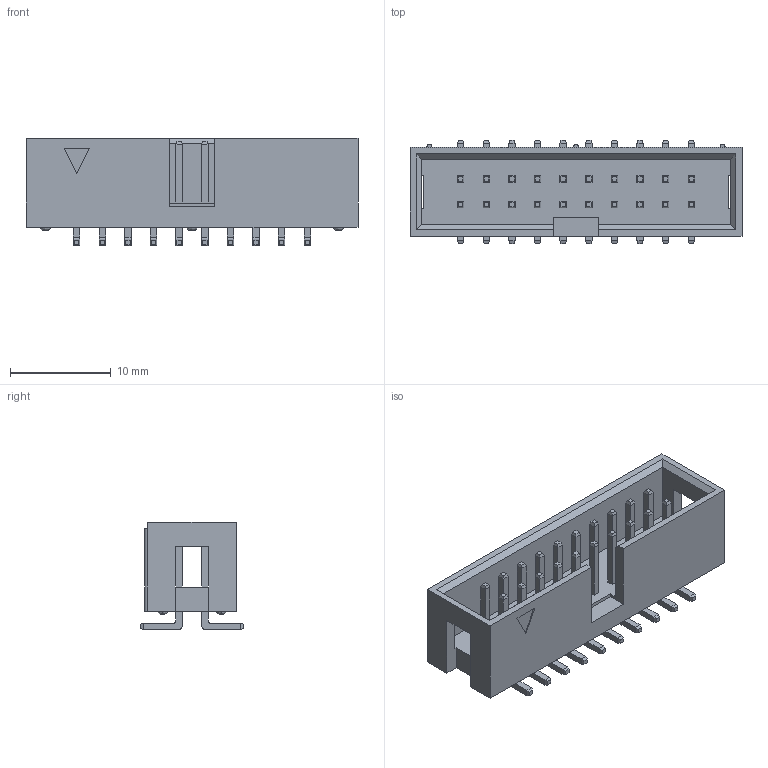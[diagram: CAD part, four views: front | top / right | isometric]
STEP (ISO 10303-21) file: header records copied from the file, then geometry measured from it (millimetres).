
FILE_DESCRIPTION(('STEP AP242'),'1');
FILE_NAME('sbh11-nbpc-d10-sm-bk.stp','2024-12-18T22:08:08',('TraceParts'),('TraceParts S.A.'),'Spatial InterOp 3D',' ',' ');
FILE_SCHEMA(('AP242_MANAGED_MODEL_BASED_3D_ENGINEERING_MIM_LF {1 0 10303 442 1 1 4}'));
Length unit declared in the file: millimetre
Products named in the file (1): sbh11-nbpc-d10-sm-bk
Bounding box: 32.9 x 10.3 x 10.62 mm (x, y, z)
Volume: 1269.7 mm3; surface area: 2291.2 mm2
Topology: 1 solids, 1 shells, 586 faces, 1379 edges, 838 vertices
Faces by surface type: plane 528, cylinder 46, bspline 12
Entity records: 16382 total; most frequent: CARTESIAN_POINT 3020, ORIENTED_EDGE 2758, DIRECTION 2633, EDGE_CURVE 1379, LINE 1251, VECTOR 1251, VERTEX_POINT 838, AXIS2_PLACEMENT_3D 691
